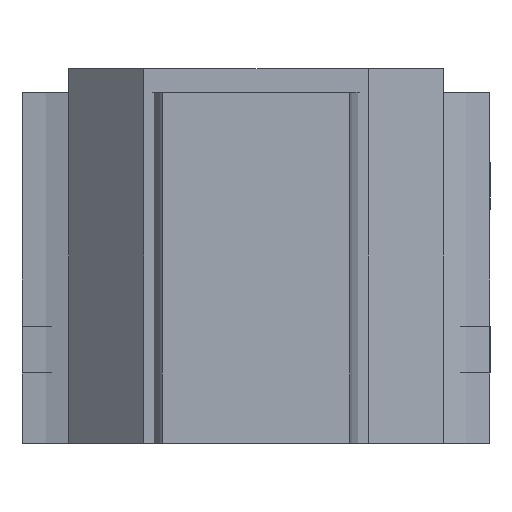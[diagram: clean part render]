
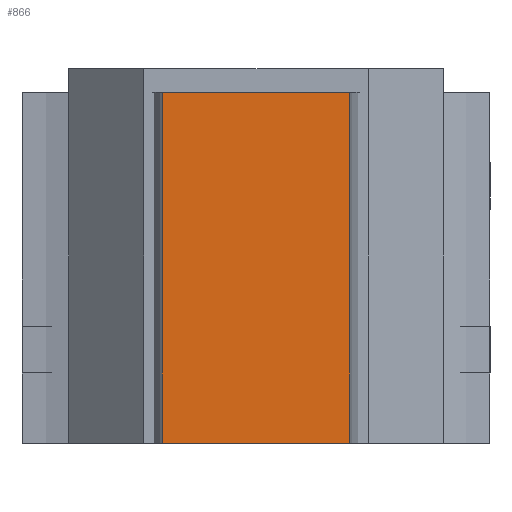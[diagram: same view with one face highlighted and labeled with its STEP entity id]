
A CAD part, left-side view. The second image highlights one B-rep face of the part: STEP entity #866.
In plain terms, the highlighted planar face has unit normal (-1, 0, 0).
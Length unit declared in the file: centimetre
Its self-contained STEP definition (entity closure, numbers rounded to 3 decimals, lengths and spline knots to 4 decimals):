
#28=PLANE($,#935);
#74=FACE_OUTER_BOUND($,#124,.T.);
#124=EDGE_LOOP($,(#693,#694,#695,#696));
#176=LINE($,#1230,#284);
#212=LINE($,#1308,#320);
#215=LINE($,#1316,#323);
#216=LINE($,#1319,#324);
#284=VECTOR($,#985,0.0375);
#320=VECTOR($,#1055,0.02);
#323=VECTOR($,#1066,0.0375);
#324=VECTOR($,#1071,0.02);
#393=VERTEX_POINT($,#1227);
#394=VERTEX_POINT($,#1229);
#419=VERTEX_POINT($,#1307);
#420=VERTEX_POINT($,#1315);
#473=EDGE_CURVE($,#394,#393,#176,.T.);
#514=EDGE_CURVE($,#394,#419,#212,.T.);
#518=EDGE_CURVE($,#420,#419,#215,.T.);
#520=EDGE_CURVE($,#420,#393,#216,.F.);
#693=ORIENTED_EDGE($,*,*,#518,.T.);
#694=ORIENTED_EDGE($,*,*,#514,.F.);
#695=ORIENTED_EDGE($,*,*,#473,.T.);
#696=ORIENTED_EDGE($,*,*,#520,.F.);
#866=ADVANCED_FACE($,(#74),#28,.F.);
#935=AXIS2_PLACEMENT_3D($,#1320,#1072,#1073);
#985=DIRECTION($,(0.,0.,1.));
#1055=DIRECTION($,(0.,1.,0.));
#1066=DIRECTION($,(0.,0.,-1.));
#1071=DIRECTION($,(0.,1.,0.));
#1072=DIRECTION('center_axis',(1.,0.,0.));
#1073=DIRECTION('ref_axis',(0.,0.,-1.));
#1227=CARTESIAN_POINT('',(-0.05,-0.01,0.0375));
#1229=CARTESIAN_POINT('',(-0.05,-0.01,0.));
#1230=CARTESIAN_POINT($,(-0.05,-0.01,1.));
#1307=CARTESIAN_POINT('',(-0.05,0.01,0.));
#1308=CARTESIAN_POINT($,(-0.05,0.,0.));
#1315=CARTESIAN_POINT('',(-0.05,0.01,0.0375));
#1316=CARTESIAN_POINT($,(-0.05,0.01,1.));
#1319=CARTESIAN_POINT($,(-0.05,0.,0.0375));
#1320=CARTESIAN_POINT('Origin',(-0.05,0.,0.025));
